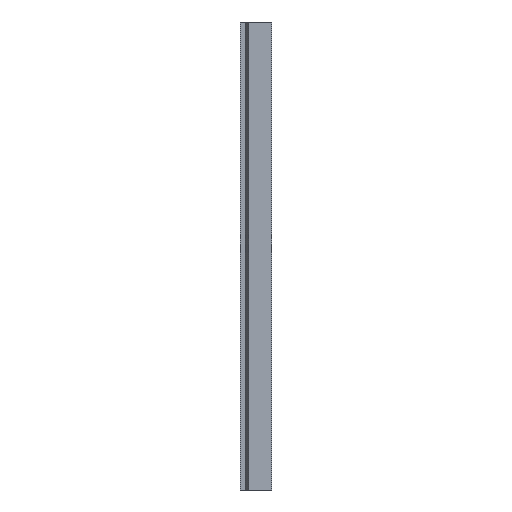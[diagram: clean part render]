
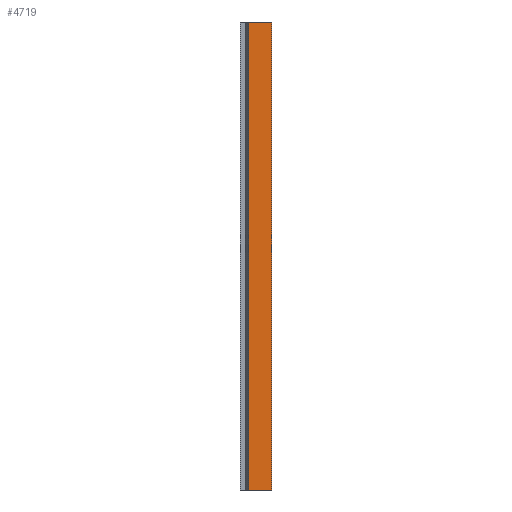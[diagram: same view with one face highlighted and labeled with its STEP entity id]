
A CAD part, left-side view. The second image highlights one B-rep face of the part: STEP entity #4719.
In plain terms, the highlighted planar face has unit normal (-1, 0, 0).
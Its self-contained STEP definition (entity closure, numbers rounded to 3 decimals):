
#39 = LINE ( 'NONE', #10491, #1615 ) ;
#191 = LINE ( 'NONE', #9627, #2756 ) ;
#854 = CARTESIAN_POINT ( 'NONE',  ( -29.5, 0., 345. ) ) ;
#987 = CARTESIAN_POINT ( 'NONE',  ( -29.5, 0., 345. ) ) ;
#1052 = PLANE ( 'NONE',  #7187 ) ;
#1124 = FACE_OUTER_BOUND ( 'NONE', #13310, .T. ) ;
#1615 = VECTOR ( 'NONE', #3596, 1000. ) ;
#2756 = VECTOR ( 'NONE', #13256, 1000. ) ;
#3141 = EDGE_CURVE ( 'NONE', #11743, #6819, #39, .T. ) ;
#3596 = DIRECTION ( 'NONE',  ( 0., -1., 0. ) ) ;
#3733 = ORIENTED_EDGE ( 'NONE', *, *, #4875, .T. ) ;
#3856 = DIRECTION ( 'NONE',  ( 0., -1., 0. ) ) ;
#4306 = ORIENTED_EDGE ( 'NONE', *, *, #3141, .F. ) ;
#4608 = DIRECTION ( 'NONE',  ( 0., 0., -1. ) ) ;
#4719 = ADVANCED_FACE ( 'NONE', ( #1124 ), #1052, .F. ) ;
#4875 = EDGE_CURVE ( 'NONE', #11743, #6614, #191, .T. ) ;
#5016 = CARTESIAN_POINT ( 'NONE',  ( -29.5, 16.985, 0. ) ) ;
#5609 = VECTOR ( 'NONE', #4608, 1000. ) ;
#5839 = CARTESIAN_POINT ( 'NONE',  ( -29.5, 16.985, 345. ) ) ;
#6319 = ORIENTED_EDGE ( 'NONE', *, *, #13170, .T. ) ;
#6614 = VERTEX_POINT ( 'NONE', #12001 ) ;
#6819 = VERTEX_POINT ( 'NONE', #854 ) ;
#6985 = ORIENTED_EDGE ( 'NONE', *, *, #10800, .F. ) ;
#7068 = DIRECTION ( 'NONE',  ( 1., 0., 0. ) ) ;
#7187 = AXIS2_PLACEMENT_3D ( 'NONE', #5839, #7068, #10566 ) ;
#7307 = VECTOR ( 'NONE', #3856, 1000. ) ;
#9562 = LINE ( 'NONE', #987, #5609 ) ;
#9627 = CARTESIAN_POINT ( 'NONE',  ( -29.5, 16.985, 345. ) ) ;
#9704 = VERTEX_POINT ( 'NONE', #9840 ) ;
#9840 = CARTESIAN_POINT ( 'NONE',  ( -29.5, 0., 0. ) ) ;
#10181 = CARTESIAN_POINT ( 'NONE',  ( -29.5, 16.985, 345. ) ) ;
#10491 = CARTESIAN_POINT ( 'NONE',  ( -29.5, 16.985, 345. ) ) ;
#10566 = DIRECTION ( 'NONE',  ( 0., 1., 0. ) ) ;
#10800 = EDGE_CURVE ( 'NONE', #6819, #9704, #9562, .T. ) ;
#11743 = VERTEX_POINT ( 'NONE', #10181 ) ;
#12001 = CARTESIAN_POINT ( 'NONE',  ( -29.5, 16.985, 0. ) ) ;
#13170 = EDGE_CURVE ( 'NONE', #6614, #9704, #14453, .T. ) ;
#13256 = DIRECTION ( 'NONE',  ( 0., 0., -1. ) ) ;
#13310 = EDGE_LOOP ( 'NONE', ( #6319, #6985, #4306, #3733 ) ) ;
#14453 = LINE ( 'NONE', #5016, #7307 ) ;
